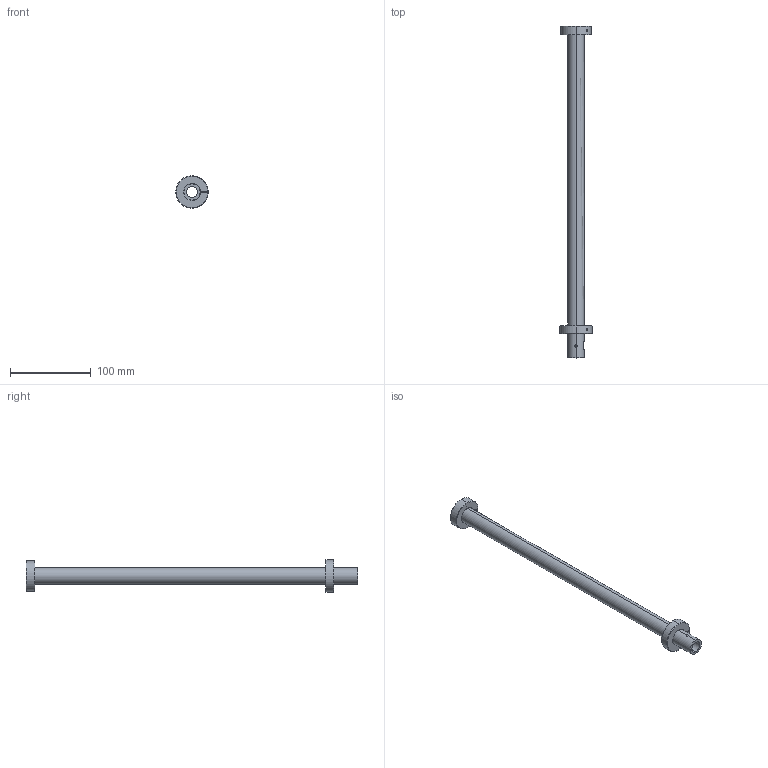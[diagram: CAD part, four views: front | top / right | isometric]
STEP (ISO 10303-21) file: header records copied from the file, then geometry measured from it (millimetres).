
FILE_DESCRIPTION (( 'STEP AP203' ), '1' );
FILE_NAME ('_T6_602S_SHAFT_1_2_Default_sldprt.STEP', '2021-05-15T08:07:19', ( '' ), ( '' ), 'SwSTEP 2.0', 'SolidWorks 2019', '' );
FILE_SCHEMA (( 'CONFIG_CONTROL_DESIGN' ));
Length unit declared in the file: foot
Products named in the file (1): _T6_602S_SHAFT_1_2_Default_sldprt
Bounding box: 39.99 x 410 x 40 mm (x, y, z)
Volume: 83171 mm3; surface area: 50056.7 mm2
Topology: 1 solids, 1 shells, 108 faces, 260 edges, 164 vertices
Faces by surface type: cone 37, plane 37, cylinder 34
Entity records: 3467 total; most frequent: CARTESIAN_POINT 826, DIRECTION 556, ORIENTED_EDGE 516, EDGE_CURVE 258, AXIS2_PLACEMENT_3D 218, VERTEX_POINT 164, EDGE_LOOP 126, VECTOR 120
